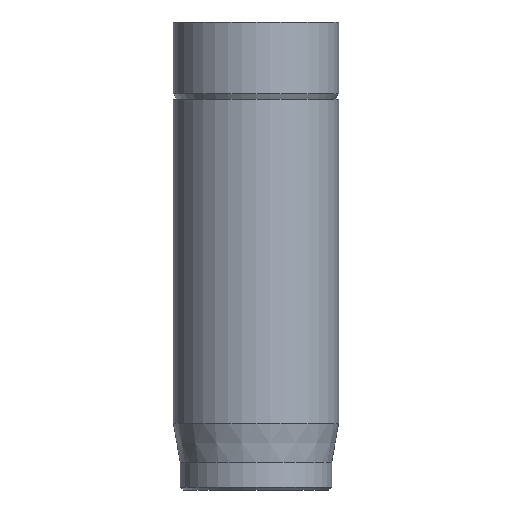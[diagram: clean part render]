
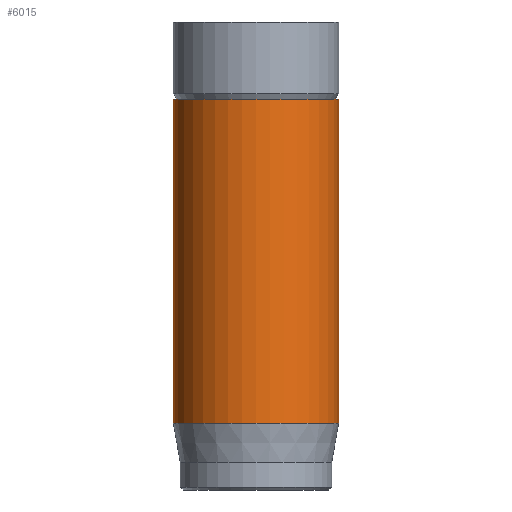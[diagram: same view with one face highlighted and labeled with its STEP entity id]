
A CAD part, front view. The second image highlights one B-rep face of the part: STEP entity #6015.
In plain terms, the highlighted cylindrical face has radius 3 mm (diameter 6 mm), a full revolution.
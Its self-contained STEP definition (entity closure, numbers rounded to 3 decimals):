
#812=CYLINDRICAL_SURFACE('',#6442,3.);
#825=FACE_OUTER_BOUND('',#1172,.T.);
#1172=EDGE_LOOP('',(#4161,#4162,#4163,#4164,#4165));
#1541=LINE('',#7447,#2038);
#2038=VECTOR('',#6641,3.);
#2532=CIRCLE('',#6424,3.);
#2541=CIRCLE('',#6440,3.);
#2542=CIRCLE('',#6441,3.);
#2554=VERTEX_POINT('',#7411);
#2563=VERTEX_POINT('',#7441);
#2564=VERTEX_POINT('',#7442);
#3182=EDGE_CURVE('',#2554,#2554,#2532,.T.);
#3196=EDGE_CURVE('',#2563,#2564,#2541,.T.);
#3197=EDGE_CURVE('',#2564,#2563,#2542,.T.);
#3199=EDGE_CURVE('',#2554,#2563,#1541,.T.);
#4161=ORIENTED_EDGE('',*,*,#3182,.T.);
#4162=ORIENTED_EDGE('',*,*,#3199,.T.);
#4163=ORIENTED_EDGE('',*,*,#3196,.T.);
#4164=ORIENTED_EDGE('',*,*,#3197,.T.);
#4165=ORIENTED_EDGE('',*,*,#3199,.F.);
#6015=ADVANCED_FACE('',(#825),#812,.T.);
#6424=AXIS2_PLACEMENT_3D('',#7412,#6597,#6598);
#6440=AXIS2_PLACEMENT_3D('',#7443,#6634,#6635);
#6441=AXIS2_PLACEMENT_3D('',#7444,#6636,#6637);
#6442=AXIS2_PLACEMENT_3D('',#7446,#6639,#6640);
#6597=DIRECTION('center_axis',(0.,0.,-1.));
#6598=DIRECTION('ref_axis',(-1.,0.,0.));
#6634=DIRECTION('center_axis',(0.,0.,1.));
#6635=DIRECTION('ref_axis',(-1.,0.,0.));
#6636=DIRECTION('center_axis',(0.,0.,1.));
#6637=DIRECTION('ref_axis',(-1.,0.,0.));
#6639=DIRECTION('center_axis',(0.,0.,1.));
#6640=DIRECTION('ref_axis',(-1.,0.,0.));
#6641=DIRECTION('',(0.,0.,-1.));
#7411=CARTESIAN_POINT('',(3.,0.,14.2));
#7412=CARTESIAN_POINT('Origin',(0.,0.,14.2));
#7441=CARTESIAN_POINT('',(3.,0.,2.418));
#7442=CARTESIAN_POINT('',(-3.,0.,2.418));
#7443=CARTESIAN_POINT('Origin',(0.,0.,2.418));
#7444=CARTESIAN_POINT('Origin',(0.,0.,2.418));
#7446=CARTESIAN_POINT('Origin',(0.,0.,0.));
#7447=CARTESIAN_POINT('',(3.,0.,0.));
